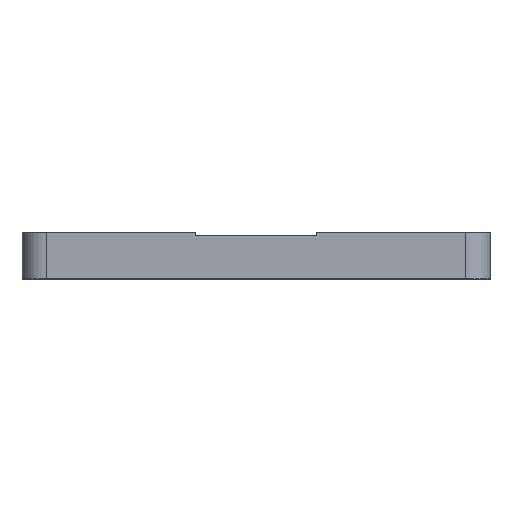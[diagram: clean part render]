
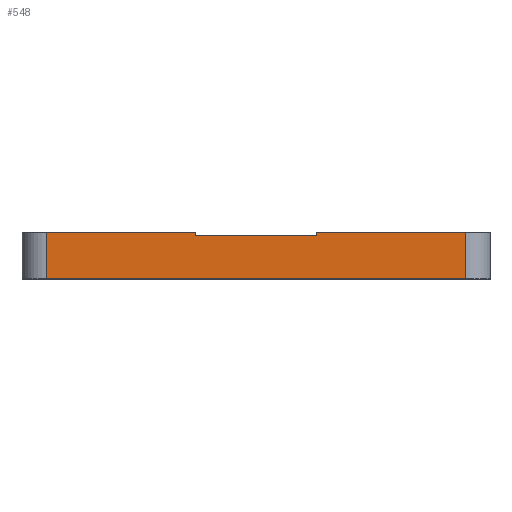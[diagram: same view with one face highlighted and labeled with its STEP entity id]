
A CAD part, top view. The second image highlights one B-rep face of the part: STEP entity #548.
In plain terms, the highlighted planar face has unit normal (0, 0, 1).
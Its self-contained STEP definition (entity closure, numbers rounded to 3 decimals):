
#33 = PLANE ( 'NONE',  #486 ) ;
#38 = CARTESIAN_POINT ( 'NONE',  ( 12.5, 0., 25.5 ) ) ;
#55 = ORIENTED_EDGE ( 'NONE', *, *, #149, .T. ) ;
#74 = DIRECTION ( 'NONE',  ( 0., 1., 0. ) ) ;
#83 = VERTEX_POINT ( 'NONE', #583 ) ;
#84 = EDGE_LOOP ( 'NONE', ( #955, #304, #252, #888, #55, #168, #964, #738 ) ) ;
#87 = CARTESIAN_POINT ( 'NONE',  ( -84.695, 0., 25.5 ) ) ;
#94 = LINE ( 'NONE', #937, #377 ) ;
#108 = LINE ( 'NONE', #87, #408 ) ;
#121 = CARTESIAN_POINT ( 'NONE',  ( 12.5, -0.5, 25.5 ) ) ;
#148 = CARTESIAN_POINT ( 'NONE',  ( -43., -9.5, 25.5 ) ) ;
#149 = EDGE_CURVE ( 'NONE', #371, #716, #259, .T. ) ;
#157 = EDGE_CURVE ( 'NONE', #265, #716, #608, .T. ) ;
#168 = ORIENTED_EDGE ( 'NONE', *, *, #157, .F. ) ;
#193 = CARTESIAN_POINT ( 'NONE',  ( -84.695, -9.5, 25.5 ) ) ;
#198 = DIRECTION ( 'NONE',  ( 0., 1., 0. ) ) ;
#229 = VECTOR ( 'NONE', #515, 1000. ) ;
#238 = FACE_OUTER_BOUND ( 'NONE', #84, .T. ) ;
#249 = VERTEX_POINT ( 'NONE', #466 ) ;
#252 = ORIENTED_EDGE ( 'NONE', *, *, #887, .F. ) ;
#259 = LINE ( 'NONE', #1007, #1077 ) ;
#265 = VERTEX_POINT ( 'NONE', #38 ) ;
#286 = DIRECTION ( 'NONE',  ( 1., 0., 0. ) ) ;
#289 = EDGE_CURVE ( 'NONE', #83, #265, #94, .T. ) ;
#290 = DIRECTION ( 'NONE',  ( 0., 1., 0. ) ) ;
#304 = ORIENTED_EDGE ( 'NONE', *, *, #333, .F. ) ;
#333 = EDGE_CURVE ( 'NONE', #545, #1021, #108, .T. ) ;
#366 = CARTESIAN_POINT ( 'NONE',  ( -43., 0., 25.5 ) ) ;
#371 = VERTEX_POINT ( 'NONE', #571 ) ;
#372 = LINE ( 'NONE', #807, #772 ) ;
#375 = DIRECTION ( 'NONE',  ( 1., 0., 0. ) ) ;
#377 = VECTOR ( 'NONE', #198, 1000. ) ;
#408 = VECTOR ( 'NONE', #431, 1000. ) ;
#421 = CARTESIAN_POINT ( 'NONE',  ( -12.5, 0., 25.5 ) ) ;
#425 = EDGE_CURVE ( 'NONE', #249, #83, #440, .T. ) ;
#431 = DIRECTION ( 'NONE',  ( 1., 0., 0. ) ) ;
#440 = LINE ( 'NONE', #121, #229 ) ;
#443 = VECTOR ( 'NONE', #74, 1000. ) ;
#466 = CARTESIAN_POINT ( 'NONE',  ( -12.5, -0.5, 25.5 ) ) ;
#467 = CARTESIAN_POINT ( 'NONE',  ( 43., 0., 25.5 ) ) ;
#486 = AXIS2_PLACEMENT_3D ( 'NONE', #193, #1004, #935 ) ;
#515 = DIRECTION ( 'NONE',  ( 1., 0., 0. ) ) ;
#545 = VERTEX_POINT ( 'NONE', #366 ) ;
#548 = ADVANCED_FACE ( 'NONE', ( #238 ), #33, .T. ) ;
#551 = CARTESIAN_POINT ( 'NONE',  ( -12.5, -0.5, 25.5 ) ) ;
#571 = CARTESIAN_POINT ( 'NONE',  ( 43., -9.5, 25.5 ) ) ;
#583 = CARTESIAN_POINT ( 'NONE',  ( 12.5, -0.5, 25.5 ) ) ;
#608 = LINE ( 'NONE', #667, #923 ) ;
#637 = LINE ( 'NONE', #551, #443 ) ;
#667 = CARTESIAN_POINT ( 'NONE',  ( -84.695, 0., 25.5 ) ) ;
#716 = VERTEX_POINT ( 'NONE', #467 ) ;
#738 = ORIENTED_EDGE ( 'NONE', *, *, #425, .F. ) ;
#770 = VECTOR ( 'NONE', #375, 1000. ) ;
#772 = VECTOR ( 'NONE', #812, 1000. ) ;
#807 = CARTESIAN_POINT ( 'NONE',  ( -43., -9.5, 25.5 ) ) ;
#812 = DIRECTION ( 'NONE',  ( 0., 1., 0. ) ) ;
#842 = VERTEX_POINT ( 'NONE', #148 ) ;
#871 = EDGE_CURVE ( 'NONE', #249, #1021, #637, .T. ) ;
#887 = EDGE_CURVE ( 'NONE', #842, #545, #372, .T. ) ;
#888 = ORIENTED_EDGE ( 'NONE', *, *, #1067, .T. ) ;
#923 = VECTOR ( 'NONE', #286, 1000. ) ;
#935 = DIRECTION ( 'NONE',  ( 1., 0., 0. ) ) ;
#937 = CARTESIAN_POINT ( 'NONE',  ( 12.5, -0.5, 25.5 ) ) ;
#939 = CARTESIAN_POINT ( 'NONE',  ( -84.695, -9.5, 25.5 ) ) ;
#955 = ORIENTED_EDGE ( 'NONE', *, *, #871, .T. ) ;
#959 = LINE ( 'NONE', #939, #770 ) ;
#964 = ORIENTED_EDGE ( 'NONE', *, *, #289, .F. ) ;
#1004 = DIRECTION ( 'NONE',  ( 0., 0., 1. ) ) ;
#1007 = CARTESIAN_POINT ( 'NONE',  ( 43., -9.5, 25.5 ) ) ;
#1021 = VERTEX_POINT ( 'NONE', #421 ) ;
#1067 = EDGE_CURVE ( 'NONE', #842, #371, #959, .T. ) ;
#1077 = VECTOR ( 'NONE', #290, 1000. ) ;
